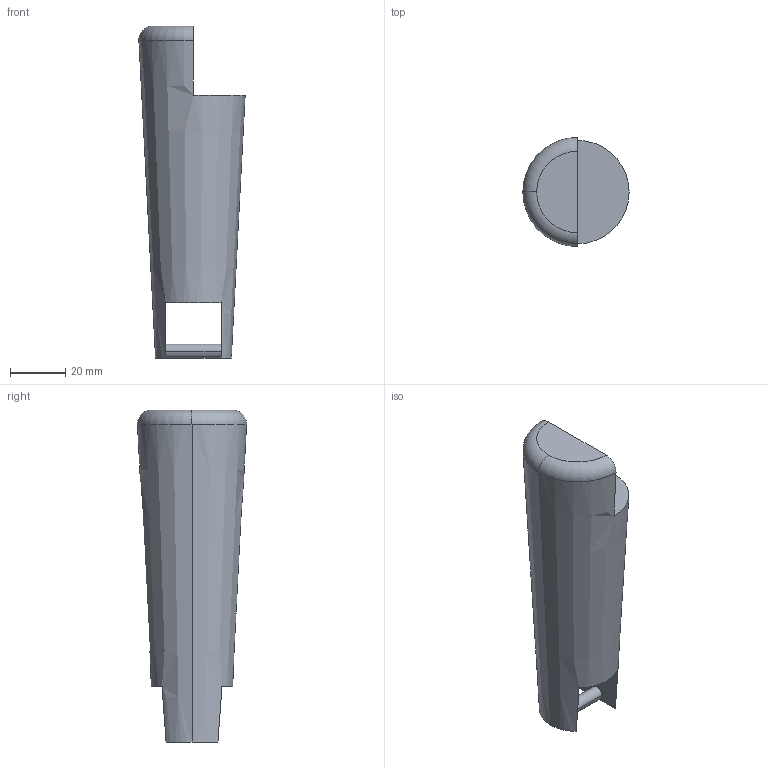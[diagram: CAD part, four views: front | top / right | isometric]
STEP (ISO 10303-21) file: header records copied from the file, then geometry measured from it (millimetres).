
FILE_DESCRIPTION (( 'STEP AP203' ), '1' );
FILE_NAME ('legSS_Default_sldprt.STEP', '2021-02-28T18:19:44', ( '' ), ( '' ), 'SwSTEP 2.0', 'SolidWorks 2020', '' );
FILE_SCHEMA (( 'CONFIG_CONTROL_DESIGN' ));
Length unit declared in the file: millimetre
Products named in the file (1): legSS_Default_sldprt
Bounding box: 38.41 x 39.45 x 120 mm (x, y, z)
Volume: 83067.4 mm3; surface area: 14138.3 mm2
Topology: 1 solids, 1 shells, 17 faces, 45 edges, 29 vertices
Faces by surface type: plane 9, cylinder 4, cone 2, torus 2
Entity records: 655 total; most frequent: CARTESIAN_POINT 140, DIRECTION 98, ORIENTED_EDGE 90, EDGE_CURVE 45, AXIS2_PLACEMENT_3D 41, VERTEX_POINT 29, CIRCLE 23, EDGE_LOOP 18
